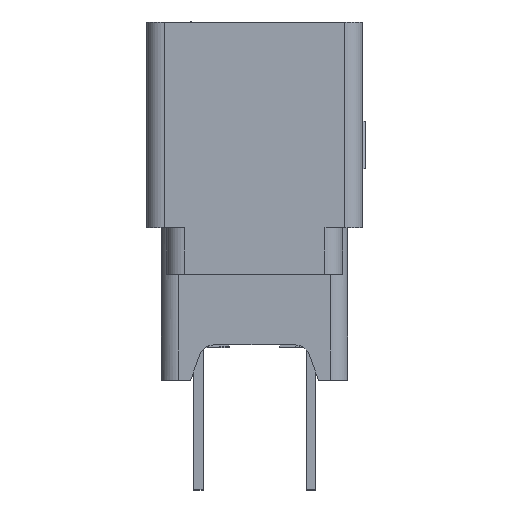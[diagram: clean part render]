
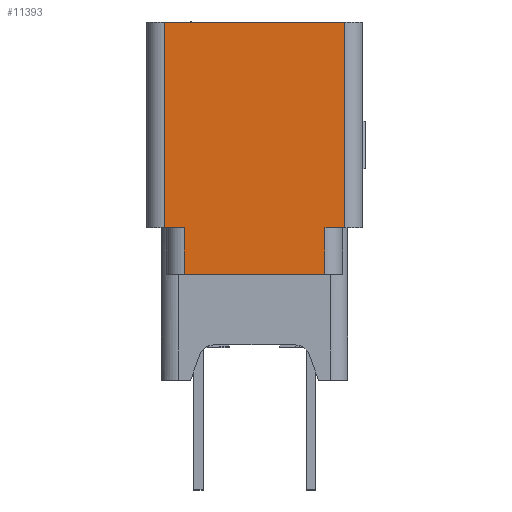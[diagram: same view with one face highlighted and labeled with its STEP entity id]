
A CAD part, left-side view. The second image highlights one B-rep face of the part: STEP entity #11393.
In plain terms, the highlighted planar face has unit normal (-1, 0, 0).
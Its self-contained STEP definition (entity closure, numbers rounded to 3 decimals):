
#1125=FACE_OUTER_BOUND('',#1868,.T.);
#1868=EDGE_LOOP('',(#10233,#10234,#10235,#10236,#10237,#10238,#10239,#10240));
#1988=LINE('',#15600,#3319);
#1992=LINE('',#15617,#3323);
#2687=LINE('',#17359,#4018);
#3070=LINE('',#18079,#4401);
#3166=LINE('',#18286,#4497);
#3208=LINE('',#18482,#4539);
#3214=LINE('',#18498,#4545);
#3215=LINE('',#18500,#4546);
#3319=VECTOR('',#12527,1000.);
#3323=VECTOR('',#12541,1000.);
#4018=VECTOR('',#13994,1000.);
#4401=VECTOR('',#14623,1000.);
#4497=VECTOR('',#14871,1000.);
#4539=VECTOR('',#15205,1000.);
#4545=VECTOR('',#15227,1000.);
#4546=VECTOR('',#15230,1000.);
#4698=VERTEX_POINT('',#15597);
#4699=VERTEX_POINT('',#15599);
#4706=VERTEX_POINT('',#15614);
#4707=VERTEX_POINT('',#15616);
#5355=VERTEX_POINT('',#17357);
#5356=VERTEX_POINT('',#17358);
#5559=VERTEX_POINT('',#18078);
#5594=VERTEX_POINT('',#18285);
#5755=EDGE_CURVE('',#4699,#4698,#1988,.T.);
#5763=EDGE_CURVE('',#4707,#4706,#1992,.T.);
#6585=EDGE_CURVE('',#5355,#5356,#2687,.T.);
#6996=EDGE_CURVE('',#4698,#5559,#3070,.T.);
#7108=EDGE_CURVE('',#5594,#4707,#3166,.T.);
#7172=EDGE_CURVE('',#4706,#5356,#3208,.T.);
#7180=EDGE_CURVE('',#4699,#5355,#3214,.T.);
#7181=EDGE_CURVE('',#5594,#5559,#3215,.T.);
#10233=ORIENTED_EDGE('',*,*,#5755,.T.);
#10234=ORIENTED_EDGE('',*,*,#6996,.T.);
#10235=ORIENTED_EDGE('',*,*,#7181,.F.);
#10236=ORIENTED_EDGE('',*,*,#7108,.T.);
#10237=ORIENTED_EDGE('',*,*,#5763,.T.);
#10238=ORIENTED_EDGE('',*,*,#7172,.T.);
#10239=ORIENTED_EDGE('',*,*,#6585,.F.);
#10240=ORIENTED_EDGE('',*,*,#7180,.F.);
#10811=PLANE('',#12245);
#11393=ADVANCED_FACE('',(#1125),#10811,.F.);
#12245=AXIS2_PLACEMENT_3D('',#18499,#15228,#15229);
#12527=DIRECTION('',(0.,-1.,0.));
#12541=DIRECTION('',(0.,-1.,0.));
#13994=DIRECTION('',(0.,1.,0.));
#14623=DIRECTION('',(0.,0.,1.));
#14871=DIRECTION('',(0.,0.,-1.));
#15205=DIRECTION('',(0.,0.,-1.));
#15227=DIRECTION('',(0.,0.,-1.));
#15228=DIRECTION('center_axis',(1.,0.,0.));
#15229=DIRECTION('ref_axis',(0.,1.,0.));
#15230=DIRECTION('',(0.,-1.,0.));
#15597=CARTESIAN_POINT('',(-35.052,-3.912,-8.89));
#15599=CARTESIAN_POINT('',(-35.052,-3.048,-8.89));
#15600=CARTESIAN_POINT('',(-35.052,-3.048,-8.89));
#15614=CARTESIAN_POINT('',(-35.052,3.048,-8.89));
#15616=CARTESIAN_POINT('',(-35.052,3.912,-8.89));
#15617=CARTESIAN_POINT('',(-35.052,3.912,-8.89));
#17357=CARTESIAN_POINT('',(-35.052,-3.048,-10.922));
#17358=CARTESIAN_POINT('',(-35.052,3.048,-10.922));
#17359=CARTESIAN_POINT('',(-35.052,-3.048,-10.922));
#18078=CARTESIAN_POINT('',(-35.052,-3.912,0.));
#18079=CARTESIAN_POINT('',(-35.052,-3.912,-8.89));
#18285=CARTESIAN_POINT('',(-35.052,3.912,0.));
#18286=CARTESIAN_POINT('',(-35.052,3.912,0.));
#18482=CARTESIAN_POINT('',(-35.052,3.048,-8.89));
#18498=CARTESIAN_POINT('',(-35.052,-3.048,-8.89));
#18499=CARTESIAN_POINT('Origin',(-35.052,0.,0.));
#18500=CARTESIAN_POINT('',(-35.052,3.912,0.));
